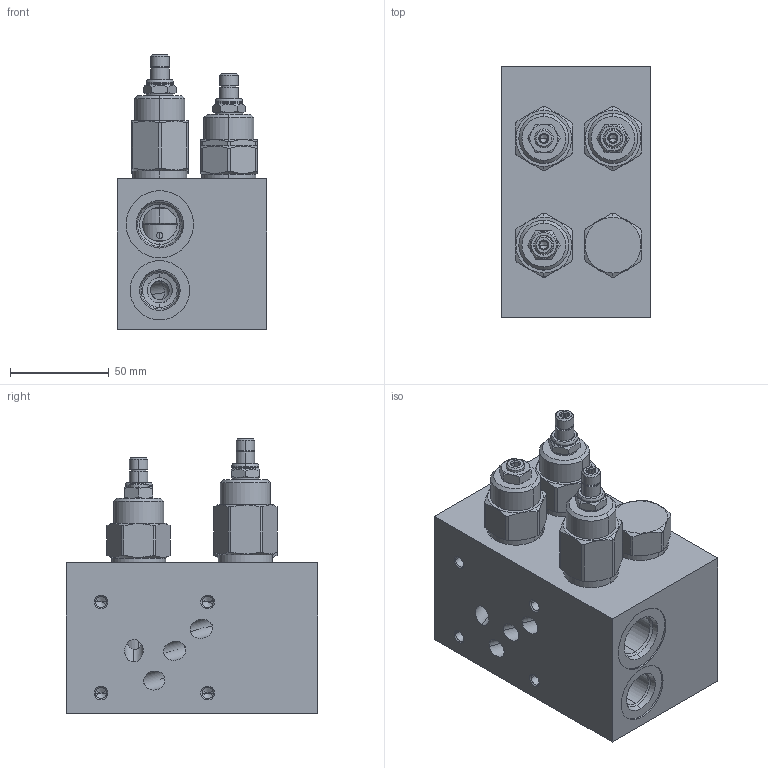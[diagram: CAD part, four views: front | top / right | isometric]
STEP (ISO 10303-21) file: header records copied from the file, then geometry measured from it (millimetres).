
FILE_DESCRIPTION((''),'2;1');
FILE_NAME('YDEHLHNAK_ASM','2020-07-27T',('ProEService'),(''),'PRO/ENGINEER BY PARAMETRIC TECHNOLOGY CORPORATION, 2014200','PRO/ENGINEER BY PARAMETRIC TECHNOLOGY CORPORATION, 2014200','');
FILE_SCHEMA(('CONFIG_CONTROL_DESIGN'));
Length unit declared in the file: inch
Products named in the file (6): 150-023; CBEALHN; CKECLAN; COFAXEN; RDFALAN; YDEHLHNAK_ASM
Assembly tree (5 placements, depth 2):
  YDEHLHNAK_ASM
    150-023
    CBEALHN
    CKECLAN
    COFAXEN
    RDFALAN
Bounding box: 75.41 x 127 x 138.99 mm (x, y, z)
Volume: 730082.7 mm3; surface area: 132589.6 mm2
Topology: 16 solids, 18 shells, 1034 faces, 2844 edges, 2073 vertices
Faces by surface type: cylinder 399, cone 268, plane 219, torus 106, revolution 40, sphere 2
Entity records: 39330 total; most frequent: CARTESIAN_POINT 13181, DIRECTION 5690, ORIENTED_EDGE 4758, EDGE_CURVE 2379, AXIS2_PLACEMENT_3D 2197, VERTEX_POINT 1454, VECTOR 1256, LINE 1256
